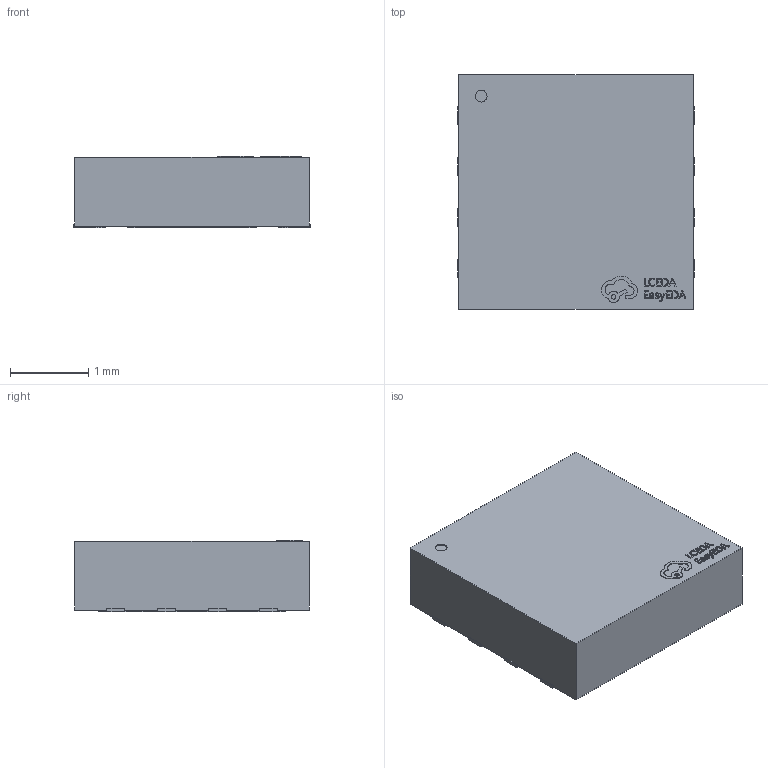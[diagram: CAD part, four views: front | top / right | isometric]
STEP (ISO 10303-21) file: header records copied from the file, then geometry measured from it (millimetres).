
FILE_DESCRIPTION(('FreeCAD Model'),'2;1');
FILE_NAME('Open CASCADE Shape Model','2023-09-18T23:48:45',(''),(''), 'Open CASCADE STEP processor 7.6','FreeCAD','Unknown');
FILE_SCHEMA(('AUTOMOTIVE_DESIGN { 1 0 10303 214 1 1 1 1 }'));
Length unit declared in the file: millimetre
Products named in the file (3): U1; DFN-8_L3.0-W3.0-P0.65-TL-EP2.4; SOLID
Assembly tree (2 placements, depth 3):
  U1
    DFN-8_L3.0-W3.0-P0.65-TL-EP2.4
      SOLID
Bounding box: 3.02 x 3 x 0.91 mm (x, y, z)
Volume: 8 mm3; surface area: 29.1 mm2
Topology: 1 solids, 1 shells, 398 faces, 1104 edges, 736 vertices
Faces by surface type: plane 263, bspline 114, cylinder 21
Entity records: 16466 total; most frequent: CARTESIAN_POINT 4603, ORIENTED_EDGE 2208, DIRECTION 1488, EDGE_CURVE 1104, LINE 830, VECTOR 830, VERTEX_POINT 736, FACE_BOUND 426
